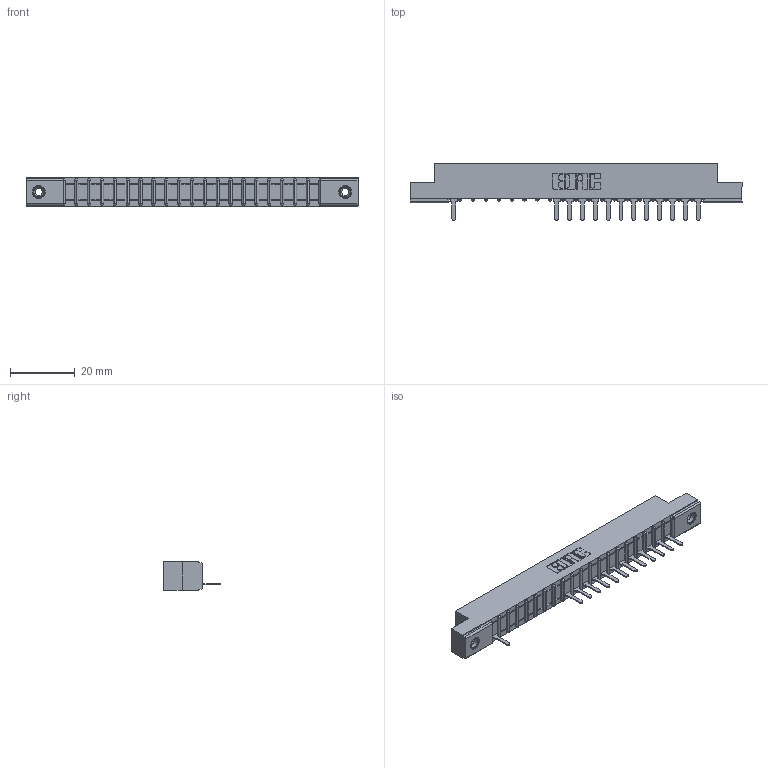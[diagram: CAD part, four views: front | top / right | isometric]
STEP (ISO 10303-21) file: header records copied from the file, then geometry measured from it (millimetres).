
FILE_DESCRIPTION (( 'STEP AP203' ), '1' );
FILE_NAME ('307-020-525-108.STEP', '2018-08-04T00:40:18', ( '' ), ( '' ), 'SwSTEP 2.0', 'SolidWorks 2016', '' );
FILE_SCHEMA (( 'CONFIG_CONTROL_DESIGN' ));
Length unit declared in the file: inch
Products named in the file (4): 307-290-001_525; 345-250-001_345-250-003-102; 307-020-525-108; 307 Part_.156 Dia Mounting Holes
Assembly tree (16 placements, depth 2):
  307-020-525-108
    307 Part_.156 Dia Mounting Holes
    307-290-001_525  x13
    345-250-001_345-250-003-102  x2
Bounding box: 102.26 x 17.42 x 8.71 mm (x, y, z)
Volume: 6343.2 mm3; surface area: 9096.1 mm2
Topology: 16 solids, 16 shells, 1067 faces, 3013 edges, 1926 vertices
Faces by surface type: plane 667, cylinder 342, sphere 42, cone 12, torus 4
Entity records: 20787 total; most frequent: CARTESIAN_POINT 3504, ORIENTED_EDGE 3490, DIRECTION 3423, EDGE_CURVE 1745, LINE 1329, VECTOR 1329, VERTEX_POINT 1128, AXIS2_PLACEMENT_3D 1047
